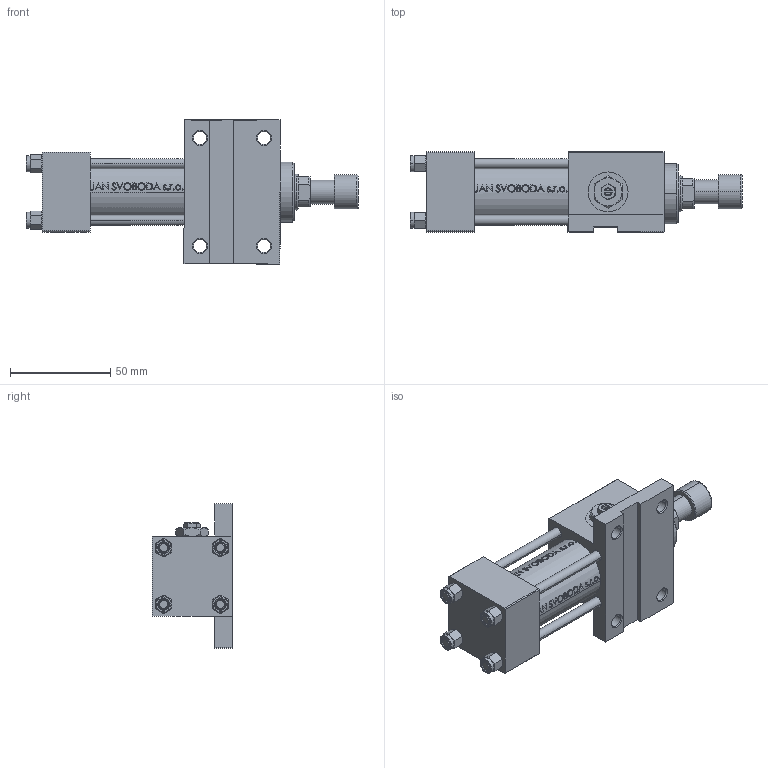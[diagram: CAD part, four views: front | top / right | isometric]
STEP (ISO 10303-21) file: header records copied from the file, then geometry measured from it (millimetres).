
FILE_DESCRIPTION (( 'STEP AP203' ), '1' );
FILE_NAME ('78de.STEP', '2023-01-17T16:54:44', ( '' ), ( '' ), 'SwSTEP 2.0', 'SolidWorks 2019', '' );
FILE_SCHEMA (( 'CONFIG_CONTROL_DESIGN' ));
Length unit declared in the file: millimetre
Products named in the file (8): V215CR_ROD_END_F 3bb6730be11191b82373c80888074b1f; NUT_M5_F 3bb6730be11191b82373c80888074b1f; 78de; V215CR_F_TYCINKA 3bb6730be11191b82373c80888074b1f; Zatka_pro_OIL_PORT 3bb6730be11191b82373c80888074b1f; V215CR_VCP_F 3bb6730be11191b82373c80888074b1f; V215_VC_A 3bb6730be11191b82373c80888074b1f; V215CR_F_Body 3bb6730be11191b82373c80888074b1f
Assembly tree (13 placements, depth 2):
  78de
    V215CR_F_Body 3bb6730be11191b82373c80888074b1f
    V215CR_VCP_F 3bb6730be11191b82373c80888074b1f
    V215CR_F_TYCINKA 3bb6730be11191b82373c80888074b1f  x4
    NUT_M5_F 3bb6730be11191b82373c80888074b1f  x4
    V215_VC_A 3bb6730be11191b82373c80888074b1f
    V215CR_ROD_END_F 3bb6730be11191b82373c80888074b1f
    Zatka_pro_OIL_PORT 3bb6730be11191b82373c80888074b1f
Bounding box: 166 x 40 x 72 mm (x, y, z)
Volume: 164933.5 mm3; surface area: 63008.4 mm2
Topology: 13 solids, 13 shells, 1161 faces, 2858 edges, 1839 vertices
Faces by surface type: plane 463, bspline 380, cone 172, cylinder 134, torus 12
Entity records: 49538 total; most frequent: CARTESIAN_POINT 26377, ORIENTED_EDGE 5208, DIRECTION 3364, EDGE_CURVE 2604, VERTEX_POINT 1695, LINE 1320, VECTOR 1320, EDGE_LOOP 1177
